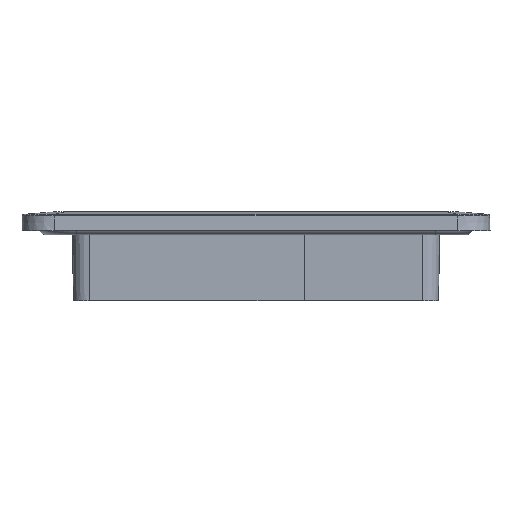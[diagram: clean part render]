
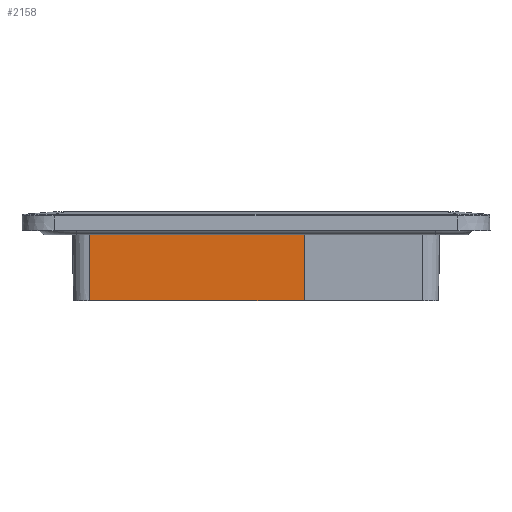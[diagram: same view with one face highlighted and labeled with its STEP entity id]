
A CAD part, left-side view. The second image highlights one B-rep face of the part: STEP entity #2158.
In plain terms, the highlighted planar face has unit normal (-1, 0, -0.018).
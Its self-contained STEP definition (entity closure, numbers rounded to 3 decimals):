
#1145=CARTESIAN_POINT('Vertex',(-62.928,57.,22.009)) ;
#1165=CARTESIAN_POINT('Line Origine',(-62.928,34.573,22.009)) ;
#1169=CARTESIAN_POINT('Vertex',(-62.928,12.146,22.009)) ;
#1191=CARTESIAN_POINT('Line Origine',(-62.928,0.,22.009)) ;
#1195=CARTESIAN_POINT('Vertex',(-62.928,-12.146,22.009)) ;
#1212=CARTESIAN_POINT('Line Origine',(-62.928,34.573,22.009)) ;
#1216=CARTESIAN_POINT('Vertex',(-62.928,-16.48,22.009)) ;
#2114=CARTESIAN_POINT('Line Origine',(-62.74,57.,11.25)) ;
#2118=CARTESIAN_POINT('Vertex',(-62.5,57.,-2.5)) ;
#2133=CARTESIAN_POINT('Axis2P3D Location',(-62.5,0.,-2.5)) ;
#2138=CARTESIAN_POINT('Line Origine',(-62.5,0.,-2.5)) ;
#2142=CARTESIAN_POINT('Vertex',(-62.5,-16.48,-2.5)) ;
#2145=CARTESIAN_POINT('Line Origine',(-62.74,-16.48,11.25)) ;
#1166=DIRECTION('Vector Direction',(0.,1.,0.)) ;
#1192=DIRECTION('Vector Direction',(0.,-1.,0.)) ;
#1213=DIRECTION('Vector Direction',(0.,1.,0.)) ;
#2115=DIRECTION('Vector Direction',(-0.017,0.,1.)) ;
#2134=DIRECTION('Axis2P3D Direction',(-1.,-0.,-0.017)) ;
#2135=DIRECTION('Axis2P3D XDirection',(0.,-1.,0.)) ;
#2139=DIRECTION('Vector Direction',(0.,-1.,0.)) ;
#2146=DIRECTION('Vector Direction',(-0.017,0.,1.)) ;
#2136=AXIS2_PLACEMENT_3D('Plane Axis2P3D',#2133,#2134,#2135) ;
#2151=ORIENTED_EDGE('',*,*,#1171,.T.) ;
#2152=ORIENTED_EDGE('',*,*,#2120,.T.) ;
#2153=ORIENTED_EDGE('',*,*,#2144,.F.) ;
#2154=ORIENTED_EDGE('',*,*,#2149,.F.) ;
#2155=ORIENTED_EDGE('',*,*,#1218,.F.) ;
#2156=ORIENTED_EDGE('',*,*,#1197,.T.) ;
#1167=VECTOR('Line Direction',#1166,1.) ;
#1193=VECTOR('Line Direction',#1192,1.) ;
#1214=VECTOR('Line Direction',#1213,1.) ;
#2116=VECTOR('Line Direction',#2115,1.) ;
#2140=VECTOR('Line Direction',#2139,1.) ;
#2147=VECTOR('Line Direction',#2146,1.) ;
#2158=ADVANCED_FACE('Body.2',(#2157),#2137,.T.) ;
#1171=EDGE_CURVE('',#1170,#1146,#1168,.T.) ;
#1197=EDGE_CURVE('',#1196,#1170,#1194,.F.) ;
#1218=EDGE_CURVE('',#1196,#1217,#1215,.F.) ;
#2120=EDGE_CURVE('',#1146,#2119,#2117,.F.) ;
#2144=EDGE_CURVE('',#2143,#2119,#2141,.F.) ;
#2149=EDGE_CURVE('',#1217,#2143,#2148,.F.) ;
#2150=EDGE_LOOP('',(#2151,#2152,#2153,#2154,#2155,#2156)) ;
#2157=FACE_OUTER_BOUND('',#2150,.T.) ;
#1168=LINE('Line',#1165,#1167) ;
#1194=LINE('Line',#1191,#1193) ;
#1215=LINE('Line',#1212,#1214) ;
#2117=LINE('Line',#2114,#2116) ;
#2141=LINE('Line',#2138,#2140) ;
#2148=LINE('Line',#2145,#2147) ;
#2137=PLANE('',#2136) ;
#1146=VERTEX_POINT('',#1145) ;
#1170=VERTEX_POINT('',#1169) ;
#1196=VERTEX_POINT('',#1195) ;
#1217=VERTEX_POINT('',#1216) ;
#2119=VERTEX_POINT('',#2118) ;
#2143=VERTEX_POINT('',#2142) ;
